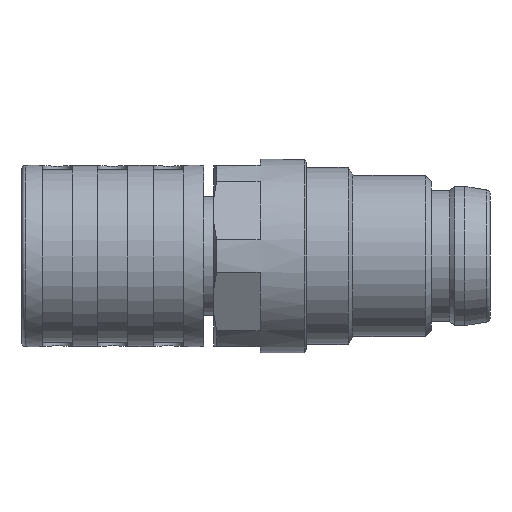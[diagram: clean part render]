
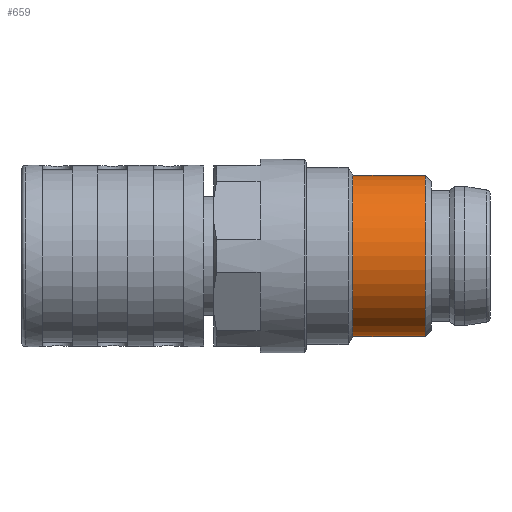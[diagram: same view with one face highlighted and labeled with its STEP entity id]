
A CAD part, front view. The second image highlights one B-rep face of the part: STEP entity #659.
In plain terms, the highlighted cylindrical face has radius 4 mm (diameter 8 mm), a full revolution.
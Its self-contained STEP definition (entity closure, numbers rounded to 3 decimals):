
#659=ADVANCED_FACE('',(#794,#795),#724,.T.);
#724=CYLINDRICAL_SURFACE('',#2281,4.);
#794=FACE_BOUND('',#940,.T.);
#795=FACE_BOUND('',#941,.T.);
#940=EDGE_LOOP('',(#1428));
#941=EDGE_LOOP('',(#1429));
#1428=ORIENTED_EDGE('',*,*,#1907,.F.);
#1429=ORIENTED_EDGE('',*,*,#1947,.T.);
#1654=VERTEX_POINT('',#3553);
#1694=VERTEX_POINT('',#3637);
#1907=EDGE_CURVE('',#1654,#1654,#2039,.T.);
#1947=EDGE_CURVE('',#1694,#1694,#2061,.T.);
#2039=CIRCLE('',#2253,4.);
#2061=CIRCLE('',#2279,4.);
#2253=AXIS2_PLACEMENT_3D('',#3552,#2770,#2771);
#2279=AXIS2_PLACEMENT_3D('',#3636,#2840,#2841);
#2281=AXIS2_PLACEMENT_3D('',#3639,#2844,#2845);
#2770=DIRECTION('',(-1.,0.,0.));
#2771=DIRECTION('',(0.,0.,1.));
#2840=DIRECTION('',(-1.,0.,0.));
#2841=DIRECTION('',(0.,0.,1.));
#2844=DIRECTION('',(-1.,0.,0.));
#2845=DIRECTION('',(0.,0.,1.));
#3552=CARTESIAN_POINT('',(88.65,20.65,7.1));
#3553=CARTESIAN_POINT('',(88.65,20.65,11.1));
#3636=CARTESIAN_POINT('',(92.25,20.65,7.1));
#3637=CARTESIAN_POINT('',(92.25,20.65,11.1));
#3639=CARTESIAN_POINT('',(82.05,20.65,7.1));
